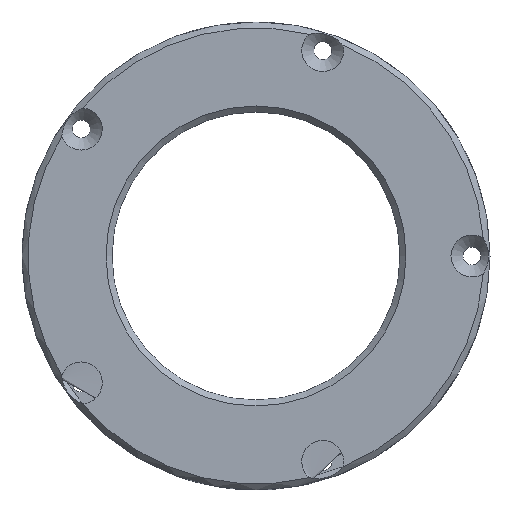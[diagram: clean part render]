
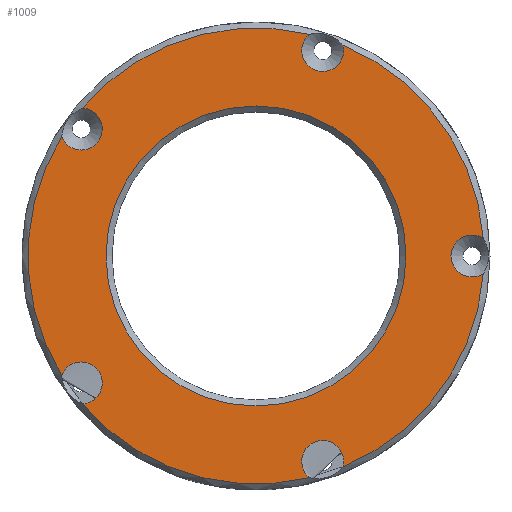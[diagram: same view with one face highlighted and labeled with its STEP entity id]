
A CAD part, top view. The second image highlights one B-rep face of the part: STEP entity #1009.
In plain terms, the highlighted planar face has unit normal (0, 0, 1).
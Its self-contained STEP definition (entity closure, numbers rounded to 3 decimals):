
#15=FACE_BOUND('',#122,.T.);
#36=PLANE('',#1147);
#71=FACE_OUTER_BOUND('',#121,.T.);
#121=EDGE_LOOP('',(#808,#809,#810,#811,#812,#813,#814,#815,#816,#817,#818,
#819,#820,#821));
#122=EDGE_LOOP('',(#822));
#316=CIRCLE('',#1134,38.);
#317=CIRCLE('',#1135,38.);
#318=CIRCLE('',#1136,38.);
#319=CIRCLE('',#1137,38.);
#320=CIRCLE('',#1138,38.);
#321=CIRCLE('',#1140,3.5);
#324=CIRCLE('',#1144,3.5);
#326=CIRCLE('',#1146,3.5);
#327=CIRCLE('',#1148,3.5);
#328=CIRCLE('',#1149,3.5);
#329=CIRCLE('',#1150,3.5);
#330=CIRCLE('',#1151,3.5);
#331=CIRCLE('',#1152,3.5);
#332=CIRCLE('',#1153,3.5);
#333=CIRCLE('',#1154,25.);
#426=VERTEX_POINT('',#1794);
#427=VERTEX_POINT('',#1795);
#428=VERTEX_POINT('',#1810);
#429=VERTEX_POINT('',#1812);
#430=VERTEX_POINT('',#1827);
#432=VERTEX_POINT('',#1836);
#433=VERTEX_POINT('',#1849);
#434=VERTEX_POINT('',#1851);
#435=VERTEX_POINT('',#1866);
#437=VERTEX_POINT('',#1878);
#440=VERTEX_POINT('',#1896);
#442=VERTEX_POINT('',#1903);
#443=VERTEX_POINT('',#1906);
#444=VERTEX_POINT('',#1909);
#445=VERTEX_POINT('',#1912);
#562=EDGE_CURVE('',#427,#428,#316,.T.);
#564=EDGE_CURVE('',#429,#430,#317,.T.);
#567=EDGE_CURVE('',#432,#433,#318,.T.);
#569=EDGE_CURVE('',#434,#435,#319,.T.);
#573=EDGE_CURVE('',#437,#426,#320,.T.);
#574=EDGE_CURVE('',#430,#432,#321,.T.);
#578=EDGE_CURVE('',#428,#440,#324,.T.);
#581=EDGE_CURVE('',#440,#429,#326,.T.);
#582=EDGE_CURVE('',#442,#427,#327,.T.);
#583=EDGE_CURVE('',#426,#442,#328,.T.);
#584=EDGE_CURVE('',#443,#437,#329,.T.);
#585=EDGE_CURVE('',#435,#443,#330,.T.);
#586=EDGE_CURVE('',#444,#434,#331,.T.);
#587=EDGE_CURVE('',#433,#444,#332,.T.);
#588=EDGE_CURVE('',#445,#445,#333,.T.);
#808=ORIENTED_EDGE('',*,*,#567,.F.);
#809=ORIENTED_EDGE('',*,*,#574,.F.);
#810=ORIENTED_EDGE('',*,*,#564,.F.);
#811=ORIENTED_EDGE('',*,*,#581,.F.);
#812=ORIENTED_EDGE('',*,*,#578,.F.);
#813=ORIENTED_EDGE('',*,*,#562,.F.);
#814=ORIENTED_EDGE('',*,*,#582,.F.);
#815=ORIENTED_EDGE('',*,*,#583,.F.);
#816=ORIENTED_EDGE('',*,*,#573,.F.);
#817=ORIENTED_EDGE('',*,*,#584,.F.);
#818=ORIENTED_EDGE('',*,*,#585,.F.);
#819=ORIENTED_EDGE('',*,*,#569,.F.);
#820=ORIENTED_EDGE('',*,*,#586,.F.);
#821=ORIENTED_EDGE('',*,*,#587,.F.);
#822=ORIENTED_EDGE('',*,*,#588,.F.);
#1009=ADVANCED_FACE('',(#71,#15),#36,.T.);
#1134=AXIS2_PLACEMENT_3D('',#1811,#1406,#1407);
#1135=AXIS2_PLACEMENT_3D('',#1828,#1408,#1409);
#1136=AXIS2_PLACEMENT_3D('',#1850,#1410,#1411);
#1137=AXIS2_PLACEMENT_3D('',#1867,#1412,#1413);
#1138=AXIS2_PLACEMENT_3D('',#1887,#1415,#1416);
#1140=AXIS2_PLACEMENT_3D('',#1889,#1419,#1420);
#1144=AXIS2_PLACEMENT_3D('',#1897,#1428,#1429);
#1146=AXIS2_PLACEMENT_3D('',#1901,#1433,#1434);
#1147=AXIS2_PLACEMENT_3D('',#1902,#1435,#1436);
#1148=AXIS2_PLACEMENT_3D('',#1904,#1437,#1438);
#1149=AXIS2_PLACEMENT_3D('',#1905,#1439,#1440);
#1150=AXIS2_PLACEMENT_3D('',#1907,#1441,#1442);
#1151=AXIS2_PLACEMENT_3D('',#1908,#1443,#1444);
#1152=AXIS2_PLACEMENT_3D('',#1910,#1445,#1446);
#1153=AXIS2_PLACEMENT_3D('',#1911,#1447,#1448);
#1154=AXIS2_PLACEMENT_3D('',#1913,#1449,#1450);
#1406=DIRECTION('center_axis',(0.,0.,-1.));
#1407=DIRECTION('ref_axis',(-1.,0.,0.));
#1408=DIRECTION('center_axis',(0.,0.,-1.));
#1409=DIRECTION('ref_axis',(-1.,0.,0.));
#1410=DIRECTION('center_axis',(0.,0.,-1.));
#1411=DIRECTION('ref_axis',(-1.,0.,0.));
#1412=DIRECTION('center_axis',(0.,0.,-1.));
#1413=DIRECTION('ref_axis',(-1.,0.,0.));
#1415=DIRECTION('center_axis',(0.,0.,-1.));
#1416=DIRECTION('ref_axis',(-1.,0.,0.));
#1419=DIRECTION('center_axis',(0.,0.,1.));
#1420=DIRECTION('ref_axis',(1.,0.,0.));
#1428=DIRECTION('center_axis',(0.,0.,1.));
#1429=DIRECTION('ref_axis',(-0.571,0.821,0.));
#1433=DIRECTION('center_axis',(0.,0.,1.));
#1434=DIRECTION('ref_axis',(-0.571,0.821,0.));
#1435=DIRECTION('center_axis',(0.,0.,1.));
#1436=DIRECTION('ref_axis',(-1.,0.,0.));
#1437=DIRECTION('center_axis',(0.,0.,1.));
#1438=DIRECTION('ref_axis',(-0.957,-0.289,0.));
#1439=DIRECTION('center_axis',(0.,0.,1.));
#1440=DIRECTION('ref_axis',(-0.957,-0.289,0.));
#1441=DIRECTION('center_axis',(0.,0.,1.));
#1442=DIRECTION('ref_axis',(1.,0.,0.));
#1443=DIRECTION('center_axis',(0.,0.,1.));
#1444=DIRECTION('ref_axis',(1.,0.,0.));
#1445=DIRECTION('center_axis',(0.,0.,1.));
#1446=DIRECTION('ref_axis',(-1.,0.,0.));
#1447=DIRECTION('center_axis',(0.,0.,1.));
#1448=DIRECTION('ref_axis',(-1.,0.,0.));
#1449=DIRECTION('center_axis',(0.,0.,1.));
#1450=DIRECTION('ref_axis',(-1.,0.,0.));
#1794=CARTESIAN_POINT('',(-85.488,144.88,88.5));
#1795=CARTESIAN_POINT('',(-91.097,143.058,88.5));
#1810=CARTESIAN_POINT('',(-128.917,155.346,88.5));
#1811=CARTESIAN_POINT('Origin',(-100.,180.,88.5));
#1812=CARTESIAN_POINT('',(-132.383,160.117,88.5));
#1827=CARTESIAN_POINT('',(-132.383,199.883,88.5));
#1828=CARTESIAN_POINT('Origin',(-100.,180.,88.5));
#1836=CARTESIAN_POINT('',(-128.917,204.654,88.5));
#1849=CARTESIAN_POINT('',(-91.097,216.942,88.5));
#1850=CARTESIAN_POINT('Origin',(-100.,180.,88.5));
#1851=CARTESIAN_POINT('',(-85.488,215.12,88.5));
#1866=CARTESIAN_POINT('',(-62.115,182.949,88.5));
#1867=CARTESIAN_POINT('Origin',(-100.,180.,88.5));
#1878=CARTESIAN_POINT('',(-62.115,177.051,88.5));
#1887=CARTESIAN_POINT('Origin',(-100.,180.,88.5));
#1889=CARTESIAN_POINT('Origin',(-129.125,201.16,88.5));
#1896=CARTESIAN_POINT('',(-127.127,155.966,88.5));
#1897=CARTESIAN_POINT('Origin',(-129.125,158.84,88.5));
#1901=CARTESIAN_POINT('Origin',(-129.125,158.84,88.5));
#1902=CARTESIAN_POINT('Origin',(-100.,180.,88.5));
#1903=CARTESIAN_POINT('',(-85.525,146.774,88.5));
#1904=CARTESIAN_POINT('Origin',(-88.875,145.762,88.5));
#1905=CARTESIAN_POINT('Origin',(-88.875,145.762,88.5));
#1906=CARTESIAN_POINT('',(-67.5,180.,88.5));
#1907=CARTESIAN_POINT('Origin',(-64.,180.,88.5));
#1908=CARTESIAN_POINT('Origin',(-64.,180.,88.5));
#1909=CARTESIAN_POINT('',(-85.375,214.238,88.5));
#1910=CARTESIAN_POINT('Origin',(-88.875,214.238,88.5));
#1911=CARTESIAN_POINT('Origin',(-88.875,214.238,88.5));
#1912=CARTESIAN_POINT('',(-75.,180.,88.5));
#1913=CARTESIAN_POINT('Origin',(-100.,180.,88.5));
